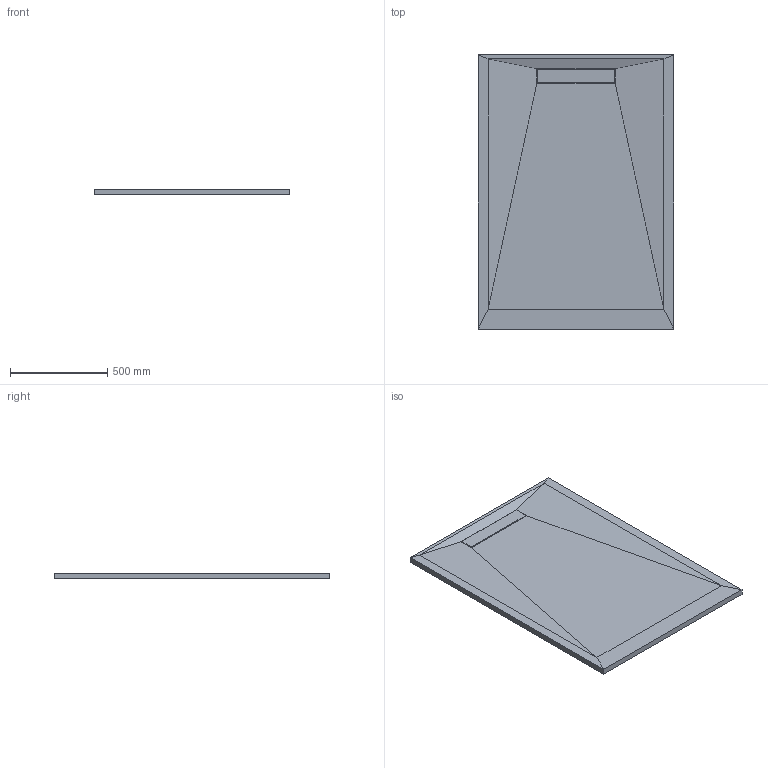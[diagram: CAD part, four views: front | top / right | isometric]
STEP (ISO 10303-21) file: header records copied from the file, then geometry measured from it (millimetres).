
FILE_DESCRIPTION(/* description */ (''),/* implementation_level */ '2;1');
FILE_NAME(/* name */ 'zero plus',/* time_stamp */ '2024-09-13T09:17:04+02:00',/* author */ (''),/* organization */ (''),/* preprocessor_version */ 'ST-DEVELOPER v16.5',/* originating_system */ '',/* authorisation */ '');
FILE_SCHEMA (('AUTOMOTIVE_DESIGN'));
Length unit declared in the file: millimetre
Products named in the file (1): Document
Bounding box: 1005 x 1410 x 30 mm (x, y, z)
Volume: 34561812 mm3; surface area: 3047539.9 mm2
Topology: 2 solids, 2 shells, 24 faces, 52 edges, 32 vertices
Faces by surface type: plane 16, bspline 8
Entity records: 587 total; most frequent: CARTESIAN_POINT 197, ORIENTED_EDGE 96, B_SPLINE_CURVE_WITH_KNOTS 52, EDGE_CURVE 48, VERTEX_POINT 28, ADVANCED_FACE 24, FACE_OUTER_BOUND 24, EDGE_LOOP 24
